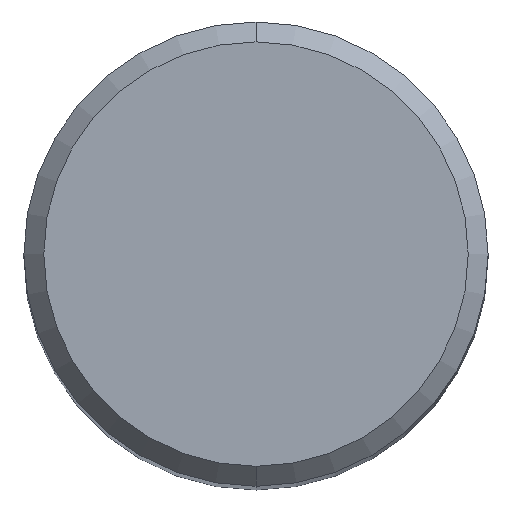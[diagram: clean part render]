
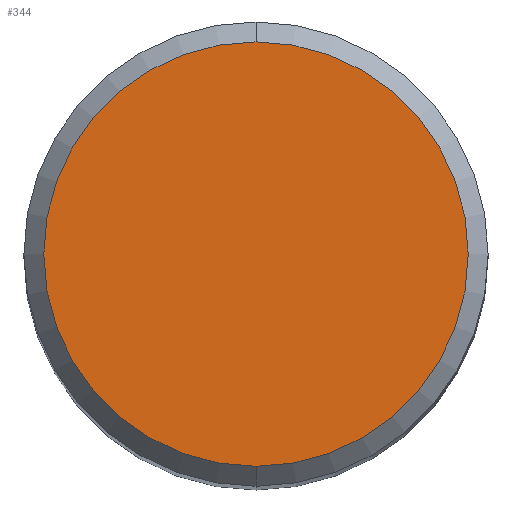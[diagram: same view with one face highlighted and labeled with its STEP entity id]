
A CAD part, top view. The second image highlights one B-rep face of the part: STEP entity #344.
In plain terms, the highlighted planar face has unit normal (0, 0, 1).
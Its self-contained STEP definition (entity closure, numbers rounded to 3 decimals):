
#332=EDGE_CURVE('',#400,#354,#650,.T.);
#344=ADVANCED_FACE('',(#663),#664,.T.);
#354=VERTEX_POINT('',#675);
#394=EDGE_CURVE('',#354,#400,#718,.T.);
#400=VERTEX_POINT('',#724);
#650=CIRCLE('',#1181,6.4);
#663=FACE_OUTER_BOUND('',#1223,.T.);
#664=PLANE('',#1224);
#675=CARTESIAN_POINT('',(0.0,6.4,0.0));
#718=CIRCLE('',#1316,6.4);
#724=CARTESIAN_POINT('',(0.,-6.4,0.0));
#1181=AXIS2_PLACEMENT_3D('',#1669,#1670,#1671);
#1223=EDGE_LOOP('',(#1687,#1688));
#1224=AXIS2_PLACEMENT_3D('',#1689,#1690,#1691);
#1316=AXIS2_PLACEMENT_3D('',#1754,#1755,#1756);
#1669=CARTESIAN_POINT('',(0.0,0.0,0.0));
#1670=DIRECTION('',(0.0,0.0,-1.0));
#1671=DIRECTION('',(0.0,1.0,0.0));
#1687=ORIENTED_EDGE('',*,*,#394,.F.);
#1688=ORIENTED_EDGE('',*,*,#332,.F.);
#1689=CARTESIAN_POINT('',(0.0,3.2,0.0));
#1690=DIRECTION('',(-0.0,0.0,1.0));
#1691=DIRECTION('',(0.0,-1.0,0.0));
#1754=CARTESIAN_POINT('',(0.0,0.0,0.0));
#1755=DIRECTION('',(0.0,0.0,-1.0));
#1756=DIRECTION('',(0.0,1.0,0.0));
